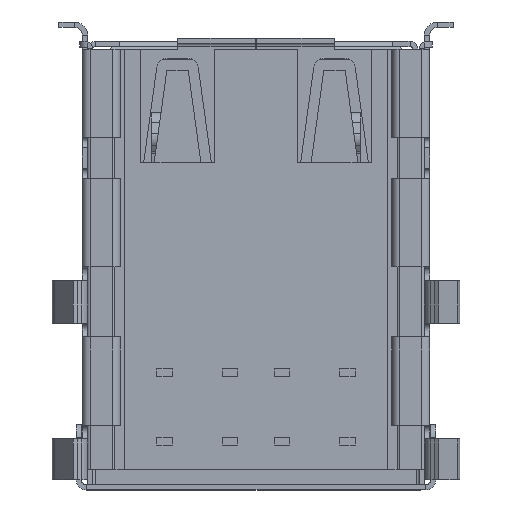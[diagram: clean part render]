
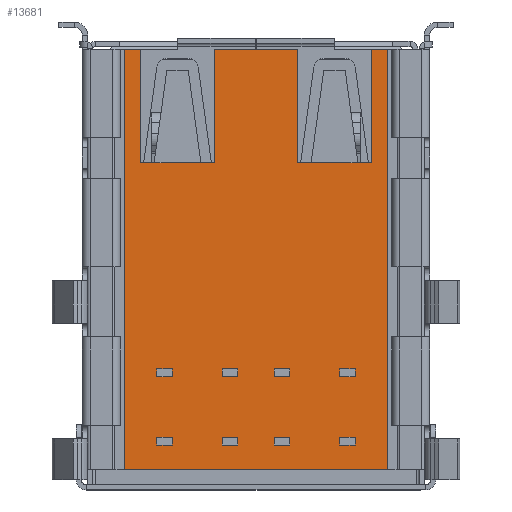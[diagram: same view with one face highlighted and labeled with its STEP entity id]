
A CAD part, front view. The second image highlights one B-rep face of the part: STEP entity #13681.
In plain terms, the highlighted planar face has unit normal (0, -1, 0).
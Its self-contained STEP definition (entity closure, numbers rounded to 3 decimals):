
#253 = ORIENTED_EDGE ( 'NONE', *, *, #31452, .T. ) ;
#427 = CARTESIAN_POINT ( 'NONE',  ( -5.05, 0., 13.7 ) ) ;
#647 = CARTESIAN_POINT ( 'NONE',  ( -5.05, 0., 13.7 ) ) ;
#1029 = CARTESIAN_POINT ( 'NONE',  ( -5.05, 0., -2.4 ) ) ;
#1179 = CARTESIAN_POINT ( 'NONE',  ( -1.59, 0., 13.7 ) ) ;
#1202 = CARTESIAN_POINT ( 'NONE',  ( 5.05, 0., -2.4 ) ) ;
#1759 = EDGE_CURVE ( 'NONE', #32176, #20663, #31984, .T. ) ;
#2294 = LINE ( 'NONE', #4714, #33125 ) ;
#2312 = VERTEX_POINT ( 'NONE', #10494 ) ;
#2354 = FACE_OUTER_BOUND ( 'NONE', #3110, .T. ) ;
#2717 = VECTOR ( 'NONE', #18608, 1000. ) ;
#2869 = EDGE_CURVE ( 'NONE', #20663, #16055, #27151, .T. ) ;
#3005 = DIRECTION ( 'NONE',  ( 1., 0., 0. ) ) ;
#3026 = ORIENTED_EDGE ( 'NONE', *, *, #26853, .T. ) ;
#3110 = EDGE_LOOP ( 'NONE', ( #32005, #4032, #22924, #17142, #21143, #3026, #253, #26001, #7077, #16040, #8041, #27263 ) ) ;
#3264 = EDGE_CURVE ( 'NONE', #16499, #3706, #2294, .T. ) ;
#3706 = VERTEX_POINT ( 'NONE', #31373 ) ;
#4032 = ORIENTED_EDGE ( 'NONE', *, *, #2869, .F. ) ;
#4681 = EDGE_CURVE ( 'NONE', #15525, #25886, #26205, .T. ) ;
#4714 = CARTESIAN_POINT ( 'NONE',  ( 1.59, 0., 9.36 ) ) ;
#5120 = VECTOR ( 'NONE', #15847, 1000. ) ;
#5258 = CARTESIAN_POINT ( 'NONE',  ( -1.59, 0., 13.7 ) ) ;
#5375 = LINE ( 'NONE', #9229, #6569 ) ;
#5678 = VECTOR ( 'NONE', #16430, 1000. ) ;
#6220 = VERTEX_POINT ( 'NONE', #1029 ) ;
#6569 = VECTOR ( 'NONE', #19523, 1000. ) ;
#6761 = VECTOR ( 'NONE', #16428, 1000. ) ;
#7077 = ORIENTED_EDGE ( 'NONE', *, *, #32146, .F. ) ;
#7723 = VECTOR ( 'NONE', #28696, 1000. ) ;
#8041 = ORIENTED_EDGE ( 'NONE', *, *, #3264, .F. ) ;
#8604 = LINE ( 'NONE', #1202, #27421 ) ;
#8946 = AXIS2_PLACEMENT_3D ( 'NONE', #22143, #24480, #32339 ) ;
#9229 = CARTESIAN_POINT ( 'NONE',  ( 4.41, 0., 13.7 ) ) ;
#10494 = CARTESIAN_POINT ( 'NONE',  ( 4.41, 0., 9.36 ) ) ;
#10673 = CARTESIAN_POINT ( 'NONE',  ( 4.41, 0., 9.36 ) ) ;
#10810 = CARTESIAN_POINT ( 'NONE',  ( -5.05, 0., -2.4 ) ) ;
#10914 = VECTOR ( 'NONE', #24226, 1000. ) ;
#11544 = EDGE_CURVE ( 'NONE', #15599, #32176, #26953, .T. ) ;
#11779 = VECTOR ( 'NONE', #32854, 1000. ) ;
#12333 = EDGE_CURVE ( 'NONE', #6220, #15599, #30489, .T. ) ;
#12424 = VERTEX_POINT ( 'NONE', #14393 ) ;
#12432 = VECTOR ( 'NONE', #3005, 1000. ) ;
#12945 = CARTESIAN_POINT ( 'NONE',  ( -1.59, 0., 9.36 ) ) ;
#13308 = CARTESIAN_POINT ( 'NONE',  ( 4.41, 0., 13.7 ) ) ;
#13681 = ADVANCED_FACE ( 'NONE', ( #2354 ), #14756, .T. ) ;
#14050 = CARTESIAN_POINT ( 'NONE',  ( -5.05, 0., 13.7 ) ) ;
#14393 = CARTESIAN_POINT ( 'NONE',  ( 5.05, 0., -2.4 ) ) ;
#14756 = PLANE ( 'NONE',  #8946 ) ;
#14826 = DIRECTION ( 'NONE',  ( 0., 0., -1. ) ) ;
#15161 = LINE ( 'NONE', #1179, #6761 ) ;
#15445 = CARTESIAN_POINT ( 'NONE',  ( 1.59, 0., 13.7 ) ) ;
#15525 = VERTEX_POINT ( 'NONE', #13308 ) ;
#15599 = VERTEX_POINT ( 'NONE', #647 ) ;
#15847 = DIRECTION ( 'NONE',  ( 1., 0., 0. ) ) ;
#16040 = ORIENTED_EDGE ( 'NONE', *, *, #23429, .F. ) ;
#16055 = VERTEX_POINT ( 'NONE', #12945 ) ;
#16428 = DIRECTION ( 'NONE',  ( 0., 0., 1. ) ) ;
#16430 = DIRECTION ( 'NONE',  ( 0., 0., 1. ) ) ;
#16499 = VERTEX_POINT ( 'NONE', #15445 ) ;
#16560 = VERTEX_POINT ( 'NONE', #5258 ) ;
#16831 = LINE ( 'NONE', #427, #12432 ) ;
#17142 = ORIENTED_EDGE ( 'NONE', *, *, #11544, .F. ) ;
#17416 = CARTESIAN_POINT ( 'NONE',  ( -4.41, 0., 9.36 ) ) ;
#18608 = DIRECTION ( 'NONE',  ( 1., 0., 0. ) ) ;
#19336 = LINE ( 'NONE', #20982, #7723 ) ;
#19339 = DIRECTION ( 'NONE',  ( 0., 0., 1. ) ) ;
#19523 = DIRECTION ( 'NONE',  ( 0., 0., 1. ) ) ;
#20663 = VERTEX_POINT ( 'NONE', #17416 ) ;
#20982 = CARTESIAN_POINT ( 'NONE',  ( -5.05, 0., -2.4 ) ) ;
#21143 = ORIENTED_EDGE ( 'NONE', *, *, #12333, .F. ) ;
#21640 = CARTESIAN_POINT ( 'NONE',  ( -4.41, 0., 13.7 ) ) ;
#21908 = EDGE_CURVE ( 'NONE', #16560, #16499, #16831, .T. ) ;
#22143 = CARTESIAN_POINT ( 'NONE',  ( -5.05, 0., -2.4 ) ) ;
#22924 = ORIENTED_EDGE ( 'NONE', *, *, #1759, .F. ) ;
#23429 = EDGE_CURVE ( 'NONE', #3706, #2312, #31928, .T. ) ;
#24226 = DIRECTION ( 'NONE',  ( 1., 0., 0. ) ) ;
#24480 = DIRECTION ( 'NONE',  ( 0., -1., 0. ) ) ;
#25886 = VERTEX_POINT ( 'NONE', #28703 ) ;
#26001 = ORIENTED_EDGE ( 'NONE', *, *, #4681, .F. ) ;
#26205 = LINE ( 'NONE', #30286, #11779 ) ;
#26853 = EDGE_CURVE ( 'NONE', #6220, #12424, #19336, .T. ) ;
#26953 = LINE ( 'NONE', #14050, #10914 ) ;
#27151 = LINE ( 'NONE', #31070, #2717 ) ;
#27263 = ORIENTED_EDGE ( 'NONE', *, *, #21908, .F. ) ;
#27421 = VECTOR ( 'NONE', #19339, 1000. ) ;
#28696 = DIRECTION ( 'NONE',  ( 1., 0., 0. ) ) ;
#28703 = CARTESIAN_POINT ( 'NONE',  ( 5.05, 0., 13.7 ) ) ;
#29155 = EDGE_CURVE ( 'NONE', #16055, #16560, #15161, .T. ) ;
#30286 = CARTESIAN_POINT ( 'NONE',  ( -5.05, 0., 13.7 ) ) ;
#30489 = LINE ( 'NONE', #10810, #5678 ) ;
#31070 = CARTESIAN_POINT ( 'NONE',  ( -1.59, 0., 9.36 ) ) ;
#31196 = VECTOR ( 'NONE', #14826, 1000. ) ;
#31373 = CARTESIAN_POINT ( 'NONE',  ( 1.59, 0., 9.36 ) ) ;
#31452 = EDGE_CURVE ( 'NONE', #12424, #25886, #8604, .T. ) ;
#31928 = LINE ( 'NONE', #10673, #5120 ) ;
#31984 = LINE ( 'NONE', #32521, #31196 ) ;
#32005 = ORIENTED_EDGE ( 'NONE', *, *, #29155, .F. ) ;
#32146 = EDGE_CURVE ( 'NONE', #2312, #15525, #5375, .T. ) ;
#32176 = VERTEX_POINT ( 'NONE', #21640 ) ;
#32339 = DIRECTION ( 'NONE',  ( 0., 0., -1. ) ) ;
#32521 = CARTESIAN_POINT ( 'NONE',  ( -4.41, 0., 9.36 ) ) ;
#32712 = DIRECTION ( 'NONE',  ( 0., 0., -1. ) ) ;
#32854 = DIRECTION ( 'NONE',  ( 1., 0., 0. ) ) ;
#33125 = VECTOR ( 'NONE', #32712, 1000. ) ;
